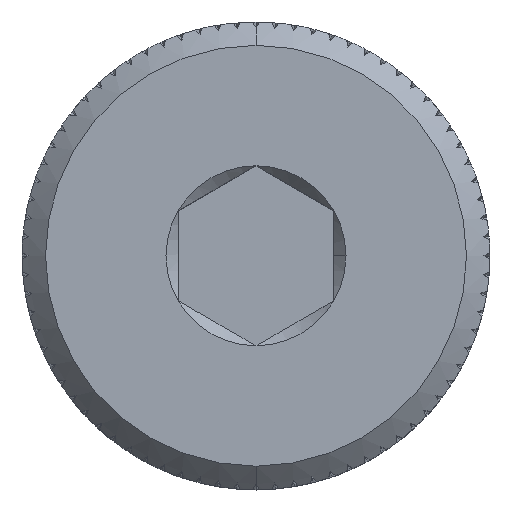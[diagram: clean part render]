
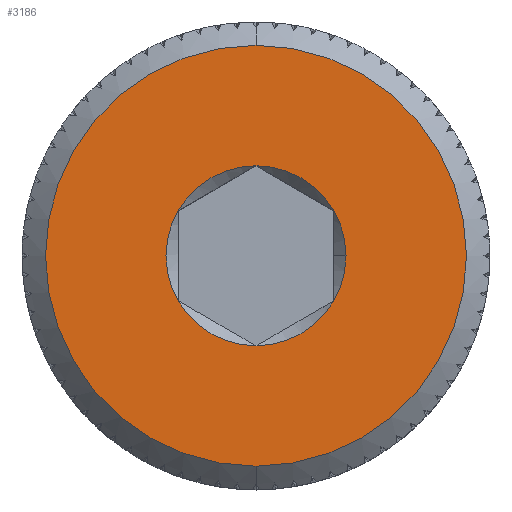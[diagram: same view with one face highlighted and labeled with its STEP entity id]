
A CAD part, top view. The second image highlights one B-rep face of the part: STEP entity #3186.
In plain terms, the highlighted planar face has unit normal (0, 0, 1).
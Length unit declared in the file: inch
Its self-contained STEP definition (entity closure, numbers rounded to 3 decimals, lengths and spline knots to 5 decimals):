
#239 = DIRECTION ( 'NONE',  ( 0., 1., 0. ) ) ;
#273 = DIRECTION ( 'NONE',  ( 0., 0., 1. ) ) ;
#564 = CARTESIAN_POINT ( 'NONE',  ( 0.0625, 0.03608, 1.03125 ) ) ;
#588 = CIRCLE ( 'NONE', #11411, 0.07217 ) ;
#869 = DIRECTION ( 'NONE',  ( 0., 0., 1. ) ) ;
#914 = DIRECTION ( 'NONE',  ( 0., 0., 1. ) ) ;
#1290 = AXIS2_PLACEMENT_3D ( 'NONE', #6223, #273, #2324 ) ;
#1467 = CARTESIAN_POINT ( 'NONE',  ( 0., 0., 1.03125 ) ) ;
#1470 = DIRECTION ( 'NONE',  ( 0., 0., 1. ) ) ;
#1722 = CIRCLE ( 'NONE', #6509, 0.07217 ) ;
#1892 = CIRCLE ( 'NONE', #9577, 0.16875 ) ;
#1941 = VERTEX_POINT ( 'NONE', #4155 ) ;
#1975 = VERTEX_POINT ( 'NONE', #10909 ) ;
#1990 = EDGE_LOOP ( 'NONE', ( #6716, #5105, #12087, #2681, #10479, #7113, #2680 ) ) ;
#2163 = DIRECTION ( 'NONE',  ( 0., 0., 1. ) ) ;
#2173 = ORIENTED_EDGE ( 'NONE', *, *, #5608, .T. ) ;
#2177 = AXIS2_PLACEMENT_3D ( 'NONE', #7623, #2694, #8633 ) ;
#2245 = FACE_BOUND ( 'NONE', #1990, .T. ) ;
#2324 = DIRECTION ( 'NONE',  ( 1., 0., 0. ) ) ;
#2680 = ORIENTED_EDGE ( 'NONE', *, *, #7636, .F. ) ;
#2681 = ORIENTED_EDGE ( 'NONE', *, *, #6448, .F. ) ;
#2694 = DIRECTION ( 'NONE',  ( 0., 0., 1. ) ) ;
#2837 = CIRCLE ( 'NONE', #2177, 0.07217 ) ;
#2879 = CARTESIAN_POINT ( 'NONE',  ( 0., 0., 1.03125 ) ) ;
#3113 = EDGE_LOOP ( 'NONE', ( #9122, #2173 ) ) ;
#3186 = ADVANCED_FACE ( 'NONE', ( #2245, #5180 ), #3984, .F. ) ;
#3754 = CARTESIAN_POINT ( 'NONE',  ( 0., 0., 1.03125 ) ) ;
#3769 = CARTESIAN_POINT ( 'NONE',  ( 0.07217, 0., 1.03125 ) ) ;
#3932 = VERTEX_POINT ( 'NONE', #8499 ) ;
#3984 = PLANE ( 'NONE',  #11295 ) ;
#4072 = EDGE_CURVE ( 'NONE', #6167, #8310, #2837, .T. ) ;
#4155 = CARTESIAN_POINT ( 'NONE',  ( 0., -0.16875, 1.03125 ) ) ;
#4414 = DIRECTION ( 'NONE',  ( 0., 0., 1. ) ) ;
#4697 = DIRECTION ( 'NONE',  ( 0., 0., 1. ) ) ;
#4698 = CARTESIAN_POINT ( 'NONE',  ( 0., 0., 1.03125 ) ) ;
#4792 = EDGE_CURVE ( 'NONE', #8310, #3932, #1722, .T. ) ;
#5080 = EDGE_CURVE ( 'NONE', #12064, #1941, #1892, .T. ) ;
#5105 = ORIENTED_EDGE ( 'NONE', *, *, #12049, .F. ) ;
#5180 = FACE_OUTER_BOUND ( 'NONE', #3113, .T. ) ;
#5594 = EDGE_CURVE ( 'NONE', #8035, #1975, #7461, .T. ) ;
#5608 = EDGE_CURVE ( 'NONE', #1941, #12064, #9481, .T. ) ;
#6167 = VERTEX_POINT ( 'NONE', #11793 ) ;
#6223 = CARTESIAN_POINT ( 'NONE',  ( 0., 0., 1.03125 ) ) ;
#6448 = EDGE_CURVE ( 'NONE', #3932, #11427, #7745, .T. ) ;
#6509 = AXIS2_PLACEMENT_3D ( 'NONE', #10822, #2163, #12171 ) ;
#6716 = ORIENTED_EDGE ( 'NONE', *, *, #5594, .F. ) ;
#7113 = ORIENTED_EDGE ( 'NONE', *, *, #4072, .F. ) ;
#7247 = CARTESIAN_POINT ( 'NONE',  ( 0., -0.07217, 1.03125 ) ) ;
#7461 = CIRCLE ( 'NONE', #12237, 0.07217 ) ;
#7530 = DIRECTION ( 'NONE',  ( 1., 0., 0. ) ) ;
#7623 = CARTESIAN_POINT ( 'NONE',  ( 0., 0., 1.03125 ) ) ;
#7628 = CARTESIAN_POINT ( 'NONE',  ( 0., 0., 1.03125 ) ) ;
#7636 = EDGE_CURVE ( 'NONE', #1975, #6167, #588, .T. ) ;
#7745 = CIRCLE ( 'NONE', #10414, 0.07217 ) ;
#7867 = DIRECTION ( 'NONE',  ( 1., 0., 0. ) ) ;
#8035 = VERTEX_POINT ( 'NONE', #10624 ) ;
#8181 = DIRECTION ( 'NONE',  ( 0., 0., -1. ) ) ;
#8310 = VERTEX_POINT ( 'NONE', #7247 ) ;
#8499 = CARTESIAN_POINT ( 'NONE',  ( 0.0625, -0.03608, 1.03125 ) ) ;
#8633 = DIRECTION ( 'NONE',  ( 1., 0., 0. ) ) ;
#8767 = DIRECTION ( 'NONE',  ( 0., 0., 1. ) ) ;
#9122 = ORIENTED_EDGE ( 'NONE', *, *, #5080, .T. ) ;
#9394 = EDGE_CURVE ( 'NONE', #11427, #10702, #12660, .T. ) ;
#9481 = CIRCLE ( 'NONE', #9988, 0.16875 ) ;
#9577 = AXIS2_PLACEMENT_3D ( 'NONE', #7628, #8767, #12662 ) ;
#9838 = CIRCLE ( 'NONE', #11921, 0.07217 ) ;
#9988 = AXIS2_PLACEMENT_3D ( 'NONE', #3754, #869, #10675 ) ;
#10320 = CARTESIAN_POINT ( 'NONE',  ( 0., 0., 1.03125 ) ) ;
#10414 = AXIS2_PLACEMENT_3D ( 'NONE', #10320, #1470, #11476 ) ;
#10479 = ORIENTED_EDGE ( 'NONE', *, *, #4792, .F. ) ;
#10624 = CARTESIAN_POINT ( 'NONE',  ( 0., 0.07217, 1.03125 ) ) ;
#10675 = DIRECTION ( 'NONE',  ( 0., -1., 0. ) ) ;
#10676 = CARTESIAN_POINT ( 'NONE',  ( 0., 0.16875, 1.03125 ) ) ;
#10702 = VERTEX_POINT ( 'NONE', #564 ) ;
#10822 = CARTESIAN_POINT ( 'NONE',  ( 0., 0., 1.03125 ) ) ;
#10905 = CARTESIAN_POINT ( 'NONE',  ( 0., 0.16875, 1.03125 ) ) ;
#10909 = CARTESIAN_POINT ( 'NONE',  ( -0.0625, 0.03608, 1.03125 ) ) ;
#11295 = AXIS2_PLACEMENT_3D ( 'NONE', #10905, #8181, #239 ) ;
#11411 = AXIS2_PLACEMENT_3D ( 'NONE', #1467, #4414, #7530 ) ;
#11427 = VERTEX_POINT ( 'NONE', #3769 ) ;
#11476 = DIRECTION ( 'NONE',  ( 1., 0., 0. ) ) ;
#11793 = CARTESIAN_POINT ( 'NONE',  ( -0.0625, -0.03608, 1.03125 ) ) ;
#11807 = DIRECTION ( 'NONE',  ( 1., 0., 0. ) ) ;
#11921 = AXIS2_PLACEMENT_3D ( 'NONE', #4698, #914, #7867 ) ;
#12049 = EDGE_CURVE ( 'NONE', #10702, #8035, #9838, .T. ) ;
#12064 = VERTEX_POINT ( 'NONE', #10676 ) ;
#12087 = ORIENTED_EDGE ( 'NONE', *, *, #9394, .F. ) ;
#12171 = DIRECTION ( 'NONE',  ( 1., 0., 0. ) ) ;
#12237 = AXIS2_PLACEMENT_3D ( 'NONE', #2879, #4697, #11807 ) ;
#12660 = CIRCLE ( 'NONE', #1290, 0.07217 ) ;
#12662 = DIRECTION ( 'NONE',  ( 0., -1., 0. ) ) ;
